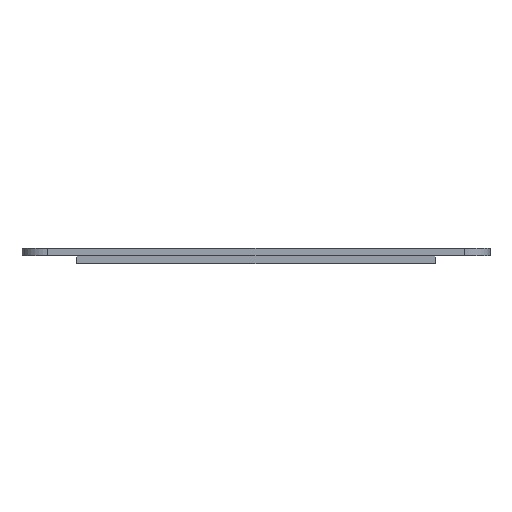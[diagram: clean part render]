
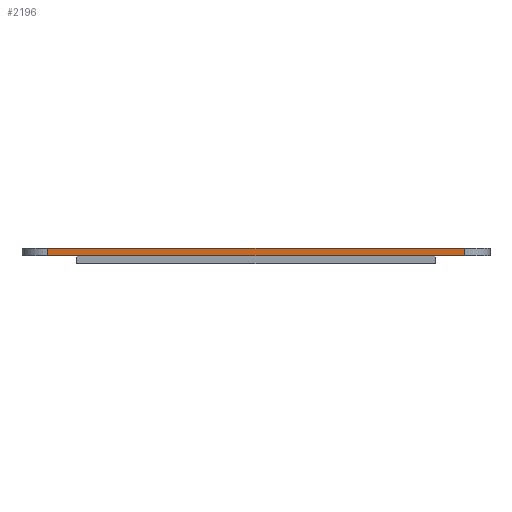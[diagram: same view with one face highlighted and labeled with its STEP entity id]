
A CAD part, front view. The second image highlights one B-rep face of the part: STEP entity #2196.
In plain terms, the highlighted planar face has unit normal (0, -1, 0).
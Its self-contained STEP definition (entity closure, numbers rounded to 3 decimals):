
#399=FACE_OUTER_BOUND('',#604,.T.);
#604=EDGE_LOOP('',(#1869,#1870,#1871,#1872));
#728=LINE('',#3506,#893);
#753=LINE('',#3590,#918);
#754=LINE('',#3594,#919);
#755=LINE('',#3595,#920);
#893=VECTOR('',#2894,10.);
#918=VECTOR('',#2955,10.);
#919=VECTOR('',#2960,10.);
#920=VECTOR('',#2961,10.);
#1105=VERTEX_POINT('',#3503);
#1106=VERTEX_POINT('',#3505);
#1147=VERTEX_POINT('',#3589);
#1148=VERTEX_POINT('',#3593);
#1362=EDGE_CURVE('',#1105,#1106,#728,.T.);
#1404=EDGE_CURVE('',#1106,#1147,#753,.T.);
#1406=EDGE_CURVE('',#1148,#1105,#754,.T.);
#1407=EDGE_CURVE('',#1148,#1147,#755,.T.);
#1869=ORIENTED_EDGE('',*,*,#1404,.F.);
#1870=ORIENTED_EDGE('',*,*,#1362,.F.);
#1871=ORIENTED_EDGE('',*,*,#1406,.F.);
#1872=ORIENTED_EDGE('',*,*,#1407,.T.);
#2109=PLANE('',#2437);
#2196=ADVANCED_FACE('',(#399),#2109,.T.);
#2437=AXIS2_PLACEMENT_3D('',#3592,#2958,#2959);
#2894=DIRECTION('',(1.,0.,0.));
#2955=DIRECTION('',(0.,0.,-1.));
#2958=DIRECTION('center_axis',(0.,-1.,0.));
#2959=DIRECTION('ref_axis',(1.,0.,0.));
#2960=DIRECTION('',(0.,0.,1.));
#2961=DIRECTION('',(1.,0.,0.));
#3503=CARTESIAN_POINT('',(187.381,-150.874,3.01));
#3505=CARTESIAN_POINT('',(267.437,-150.874,3.01));
#3506=CARTESIAN_POINT('',(182.381,-150.874,3.01));
#3589=CARTESIAN_POINT('',(267.437,-150.874,1.51));
#3590=CARTESIAN_POINT('',(267.437,-150.874,1.51));
#3592=CARTESIAN_POINT('Origin',(182.381,-150.874,1.51));
#3593=CARTESIAN_POINT('',(187.381,-150.874,1.51));
#3594=CARTESIAN_POINT('',(187.381,-150.874,1.51));
#3595=CARTESIAN_POINT('',(182.381,-150.874,1.51));
